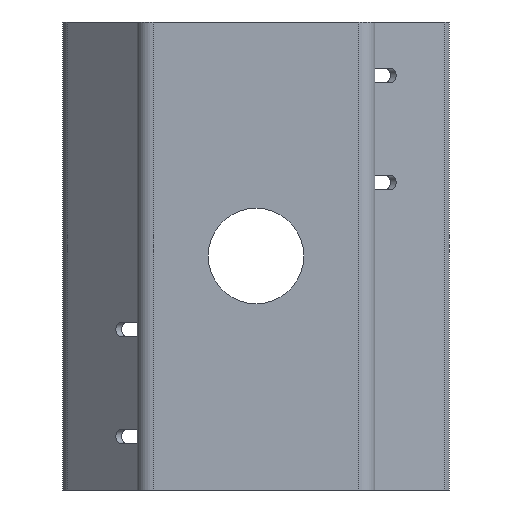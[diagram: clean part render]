
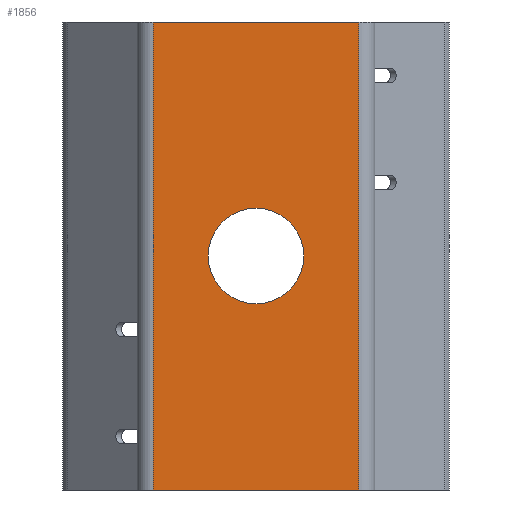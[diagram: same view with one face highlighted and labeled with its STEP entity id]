
A CAD part, front view. The second image highlights one B-rep face of the part: STEP entity #1856.
In plain terms, the highlighted planar face has unit normal (0, -1, 0).
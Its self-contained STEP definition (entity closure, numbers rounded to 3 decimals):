
#1=DIRECTION('',(1.,0.,0.));
#2=VECTOR('',#1,15.396);
#3=CARTESIAN_POINT('',(-7.698,0.,17.5));
#4=LINE('',#3,#2);
#5=DIRECTION('',(-1.,0.,0.));
#6=VECTOR('',#5,15.396);
#7=CARTESIAN_POINT('',(7.698,0.,-17.5));
#8=LINE('',#7,#6);
#9=CARTESIAN_POINT('',(0.,0.,0.));
#10=DIRECTION('',(0.,-1.,0.));
#11=DIRECTION('',(1.,0.,0.));
#12=AXIS2_PLACEMENT_3D('',#9,#10,#11);
#14=CARTESIAN_POINT('',(0.,0.,0.));
#15=DIRECTION('',(0.,-1.,0.));
#16=DIRECTION('',(-1.,0.,0.));
#17=AXIS2_PLACEMENT_3D('',#14,#15,#16);
#19=DIRECTION('',(0.,0.,1.));
#20=VECTOR('',#19,35.);
#21=CARTESIAN_POINT('',(-7.698,0.,-17.5));
#22=LINE('',#21,#20);
#55=DIRECTION('',(0.,0.,-1.));
#56=VECTOR('',#55,35.);
#57=CARTESIAN_POINT('',(7.698,0.,17.5));
#58=LINE('',#57,#56);
#1529=CARTESIAN_POINT('',(3.572,0.,0.));
#1530=CARTESIAN_POINT('',(-3.572,0.,0.));
#1531=VERTEX_POINT('',#1529);
#1532=VERTEX_POINT('',#1530);
#1537=CARTESIAN_POINT('',(7.698,0.,17.5));
#1538=VERTEX_POINT('',#1537);
#1539=CARTESIAN_POINT('',(7.698,0.,-17.5));
#1540=VERTEX_POINT('',#1539);
#1695=CARTESIAN_POINT('',(-7.698,0.,17.5));
#1696=VERTEX_POINT('',#1695);
#1697=CARTESIAN_POINT('',(-7.698,0.,-17.5));
#1698=VERTEX_POINT('',#1697);
#1835=CARTESIAN_POINT('',(0.,0.,0.));
#1836=DIRECTION('',(0.,1.,0.));
#1837=DIRECTION('',(1.,0.,0.));
#1838=AXIS2_PLACEMENT_3D('',#1835,#1836,#1837);
#1839=PLANE('',#1838);
#1841=ORIENTED_EDGE('',*,*,#1840,.T.);
#1843=ORIENTED_EDGE('',*,*,#1842,.T.);
#1845=ORIENTED_EDGE('',*,*,#1844,.T.);
#1847=ORIENTED_EDGE('',*,*,#1846,.T.);
#1848=EDGE_LOOP('',(#1841,#1843,#1845,#1847));
#1849=FACE_OUTER_BOUND('',#1848,.F.);
#1851=ORIENTED_EDGE('',*,*,#1850,.T.);
#1853=ORIENTED_EDGE('',*,*,#1852,.T.);
#1854=EDGE_LOOP('',(#1851,#1853));
#1855=FACE_BOUND('',#1854,.F.);
#1856=ADVANCED_FACE('',(#1849,#1855),#1839,.F.);
#13=CIRCLE('',#12,3.572);
#18=CIRCLE('',#17,3.572);
#1840=EDGE_CURVE('',#1698,#1696,#22,.T.);
#1842=EDGE_CURVE('',#1696,#1538,#4,.T.);
#1844=EDGE_CURVE('',#1538,#1540,#58,.T.);
#1846=EDGE_CURVE('',#1540,#1698,#8,.T.);
#1850=EDGE_CURVE('',#1531,#1532,#13,.T.);
#1852=EDGE_CURVE('',#1532,#1531,#18,.T.);
